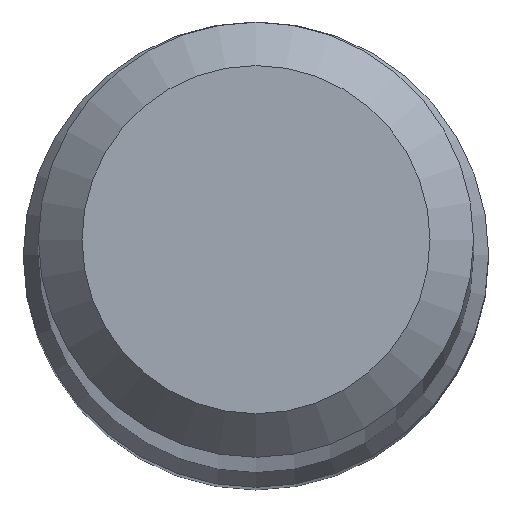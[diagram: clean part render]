
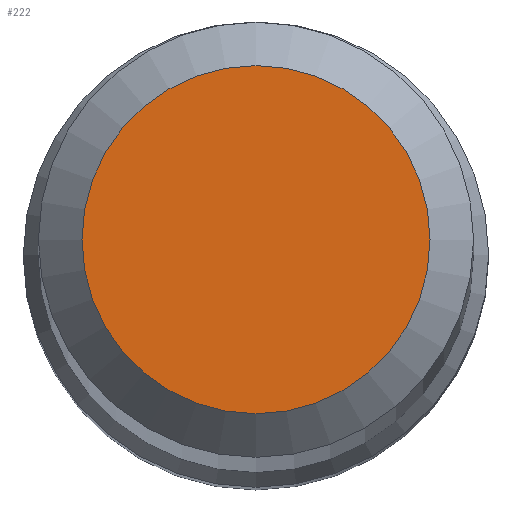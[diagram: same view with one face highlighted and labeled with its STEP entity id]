
A CAD part, top view. The second image highlights one B-rep face of the part: STEP entity #222.
In plain terms, the highlighted planar face has unit normal (0, 0, 1).
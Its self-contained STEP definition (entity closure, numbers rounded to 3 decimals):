
#16 = DIRECTION ( 'NONE',  ( 0., 0., 1. ) ) ;
#18 = FACE_OUTER_BOUND ( 'NONE', #130, .T. ) ;
#36 = PLANE ( 'NONE',  #198 ) ;
#60 = CARTESIAN_POINT ( 'NONE',  ( 0., 0., 70. ) ) ;
#87 = DIRECTION ( 'NONE',  ( 0., 0., -1. ) ) ;
#91 = DIRECTION ( 'NONE',  ( 0., 1., 0. ) ) ;
#93 = CARTESIAN_POINT ( 'NONE',  ( 0., 1.2, 70. ) ) ;
#98 = DIRECTION ( 'NONE',  ( 0., -1., 0. ) ) ;
#107 = AXIS2_PLACEMENT_3D ( 'NONE', #200, #87, #91 ) ;
#117 = VERTEX_POINT ( 'NONE', #93 ) ;
#130 = EDGE_LOOP ( 'NONE', ( #175 ) ) ;
#163 = EDGE_CURVE ( 'NONE', #117, #117, #203, .T. ) ;
#175 = ORIENTED_EDGE ( 'NONE', *, *, #163, .F. ) ;
#198 = AXIS2_PLACEMENT_3D ( 'NONE', #60, #16, #98 ) ;
#200 = CARTESIAN_POINT ( 'NONE',  ( 0., 0., 70. ) ) ;
#203 = CIRCLE ( 'NONE', #107, 1.2 ) ;
#222 = ADVANCED_FACE ( 'NONE', ( #18 ), #36, .T. ) ;
